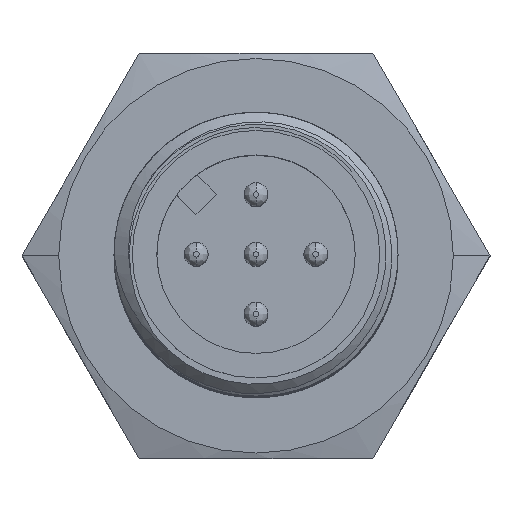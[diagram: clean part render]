
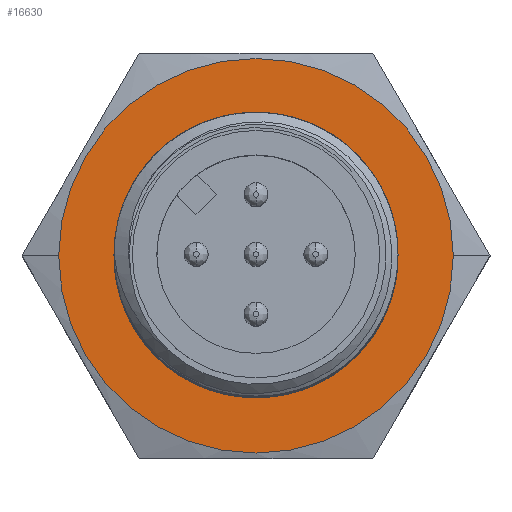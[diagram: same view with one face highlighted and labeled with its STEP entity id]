
A CAD part, top view. The second image highlights one B-rep face of the part: STEP entity #16630.
In plain terms, the highlighted planar face has unit normal (0, 0, 1).
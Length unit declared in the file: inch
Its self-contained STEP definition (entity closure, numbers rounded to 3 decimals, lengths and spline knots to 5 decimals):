
#1361=CARTESIAN_POINT('',(0.,0.,-0.15748));
#1362=DIRECTION('',(0.,0.,1.));
#1363=DIRECTION('',(0.309,-0.951,0.));
#1364=AXIS2_PLACEMENT_3D('',#1361,#1362,#1363);
#1418=CARTESIAN_POINT('',(-0.09464,0.18574,
-0.15748));
#1419=CARTESIAN_POINT('',(-0.08891,0.18897,
-0.15748));
#1420=CARTESIAN_POINT('',(-0.07717,0.19485,
-0.15748));
#1421=CARTESIAN_POINT('',(-0.05862,0.20206,
-0.15748));
#1422=CARTESIAN_POINT('',(-0.03943,0.20748,
-0.15748));
#1423=CARTESIAN_POINT('',(-0.01986,0.21106,
-0.15748));
#1424=CARTESIAN_POINT('',(0.00013,0.2128,
-0.15748));
#1425=CARTESIAN_POINT('',(0.02024,0.21264,
-0.15748));
#1426=CARTESIAN_POINT('',(0.0402,0.21059,
-0.15748));
#1427=CARTESIAN_POINT('',(0.06005,0.20665,
-0.15748));
#1428=CARTESIAN_POINT('',(0.07948,0.20084,
-0.15748));
#1429=CARTESIAN_POINT('',(0.09824,0.19326,
-0.15748));
#1430=CARTESIAN_POINT('',(0.11636,0.18387,
-0.15748));
#1431=CARTESIAN_POINT('',(0.13354,0.1728,
-0.15748));
#1432=CARTESIAN_POINT('',(0.14959,0.1602,
-0.15748));
#1433=CARTESIAN_POINT('',(0.16452,0.14603,
-0.15748));
#1434=CARTESIAN_POINT('',(0.17807,0.13051,
-0.15748));
#1435=CARTESIAN_POINT('',(0.1901,0.11382,
-0.15748));
#1436=CARTESIAN_POINT('',(0.20061,0.09593,
-0.15748));
#1437=CARTESIAN_POINT('',(0.20941,0.07712,
-0.15748));
#1438=CARTESIAN_POINT('',(0.21642,0.05759,
-0.15748));
#1439=CARTESIAN_POINT('',(0.22162,0.03734,
-0.15748));
#1440=CARTESIAN_POINT('',(0.22492,0.01666,
-0.15748));
#1441=CARTESIAN_POINT('',(0.22628,-0.0042,
-0.15748));
#1442=CARTESIAN_POINT('',(0.22571,-0.02528,
-0.15748));
#1443=CARTESIAN_POINT('',(0.22317,-0.04622,
-0.15748));
#1444=CARTESIAN_POINT('',(0.21871,-0.06682,
-0.15748));
#1445=CARTESIAN_POINT('',(0.21232,-0.08708,
-0.15748));
#1446=CARTESIAN_POINT('',(0.20406,-0.10668,
-0.15748));
#1447=CARTESIAN_POINT('',(0.19405,-0.12541,
-0.15748));
#1448=CARTESIAN_POINT('',(0.18227,-0.14328,
-0.15748));
#1449=CARTESIAN_POINT('',(0.16886,-0.15999,
-0.15748));
#1450=CARTESIAN_POINT('',(0.15399,-0.1754,
-0.15748));
#1451=CARTESIAN_POINT('',(0.14313,-0.18475,
-0.15748));
#1452=CARTESIAN_POINT('',(0.13746,-0.1892,
-0.15748));
#1458=CARTESIAN_POINT('',(0.,0.,-0.15748));
#1459=DIRECTION('',(0.,0.,-1.));
#1460=DIRECTION('',(1.,0.,0.));
#1461=AXIS2_PLACEMENT_3D('',#1458,#1459,#1460);
#1463=CARTESIAN_POINT('',(0.,0.,-0.15748));
#1464=DIRECTION('',(0.,0.,-1.));
#1465=DIRECTION('',(-1.,0.,0.));
#1466=AXIS2_PLACEMENT_3D('',#1463,#1464,#1465);
#10038=CARTESIAN_POINT('',(0.07227,-0.22241,
-0.15748));
#10039=CARTESIAN_POINT('',(0.06532,-0.22439,
-0.15748));
#10040=CARTESIAN_POINT('',(0.05134,-0.22769,
-0.15748));
#10041=CARTESIAN_POINT('',(0.02998,-0.23068,
-0.15748));
#10042=CARTESIAN_POINT('',(0.00866,-0.23167,
-0.15748));
#10043=CARTESIAN_POINT('',(-0.01268,-0.2307,
-0.15748));
#10044=CARTESIAN_POINT('',(-0.03382,-0.22776,
-0.15748));
#10045=CARTESIAN_POINT('',(-0.05444,-0.22292,
-0.15748));
#10046=CARTESIAN_POINT('',(-0.07454,-0.2162,
-0.15748));
#10047=CARTESIAN_POINT('',(-0.09393,-0.20764,
-0.15748));
#10048=CARTESIAN_POINT('',(-0.11228,-0.19741,
-0.15748));
#10049=CARTESIAN_POINT('',(-0.12963,-0.18552,
-0.15748));
#10050=CARTESIAN_POINT('',(-0.14579,-0.17207,
-0.15748));
#10051=CARTESIAN_POINT('',(-0.16051,-0.15731,
-0.15748));
#10052=CARTESIAN_POINT('',(-0.17381,-0.14122,
-0.15748));
#10053=CARTESIAN_POINT('',(-0.18554,-0.12398,
-0.15748));
#10054=CARTESIAN_POINT('',(-0.19554,-0.10587,
-0.15748));
#10055=CARTESIAN_POINT('',(-0.20382,-0.0869,
-0.15748));
#10056=CARTESIAN_POINT('',(-0.21028,-0.06725,
-0.15748));
#10057=CARTESIAN_POINT('',(-0.21485,-0.04725,
-0.15748));
#10058=CARTESIAN_POINT('',(-0.21753,-0.02688,
-0.15748));
#10059=CARTESIAN_POINT('',(-0.21829,-0.00637,
-0.15748));
#10060=CARTESIAN_POINT('',(-0.21715,0.01394,
-0.15748));
#10061=CARTESIAN_POINT('',(-0.2141,0.03408,
-0.15748));
#10062=CARTESIAN_POINT('',(-0.20918,0.05383,
-0.15748));
#10063=CARTESIAN_POINT('',(-0.20249,0.07286,
-0.15748));
#10064=CARTESIAN_POINT('',(-0.19403,0.09122,
-0.15748));
#10065=CARTESIAN_POINT('',(-0.18389,0.10866,
-0.15748));
#10066=CARTESIAN_POINT('',(-0.17226,0.12494,
-0.15748));
#10067=CARTESIAN_POINT('',(-0.15912,0.14008,
-0.15748));
#10068=CARTESIAN_POINT('',(-0.14464,0.15388,
-0.15748));
#10069=CARTESIAN_POINT('',(-0.12907,0.16615,
-0.15748));
#10070=CARTESIAN_POINT('',(-0.11234,0.17693,
-0.15748));
#10071=CARTESIAN_POINT('',(-0.10064,0.18299,
-0.15748));
#10072=CARTESIAN_POINT('',(-0.09464,0.18574,
-0.15748));
#15861=CARTESIAN_POINT('',(0.3248,0.,-0.15748));
#15862=CARTESIAN_POINT('',(-0.3248,0.,-0.15748));
#15863=VERTEX_POINT('',#15861);
#15864=VERTEX_POINT('',#15862);
#15869=CARTESIAN_POINT('',(0.07227,-0.22241,
-0.15748));
#15870=CARTESIAN_POINT('',(0.13746,-0.1892,
-0.15748));
#15871=VERTEX_POINT('',#15869);
#15872=VERTEX_POINT('',#15870);
#15877=VERTEX_POINT('',#1418);
#16613=CARTESIAN_POINT('',(0.,0.,-0.15748));
#16614=DIRECTION('',(0.,0.,-1.));
#16615=DIRECTION('',(1.,0.,0.));
#16616=AXIS2_PLACEMENT_3D('',#16613,#16614,#16615);
#16617=PLANE('',#16616);
#16619=ORIENTED_EDGE('',*,*,#16618,.T.);
#16621=ORIENTED_EDGE('',*,*,#16620,.T.);
#16622=EDGE_LOOP('',(#16619,#16621));
#16623=FACE_OUTER_BOUND('',#16622,.F.);
#16624=ORIENTED_EDGE('',*,*,#16315,.T.);
#16625=ORIENTED_EDGE('',*,*,#16593,.F.);
#16627=ORIENTED_EDGE('',*,*,#16626,.F.);
#16628=EDGE_LOOP('',(#16624,#16625,#16627));
#16629=FACE_BOUND('',#16628,.F.);
#16630=ADVANCED_FACE('',(#16623,#16629),#16617,.F.);
#1365=CIRCLE('',#1364,0.23386);
#1453=B_SPLINE_CURVE_WITH_KNOTS('',3,(#1418,#1419,#1420,#1421,#1422,#1423,#1424,
#1425,#1426,#1427,#1428,#1429,#1430,#1431,#1432,#1433,#1434,#1435,#1436,#1437,
#1438,#1439,#1440,#1441,#1442,#1443,#1444,#1445,#1446,#1447,#1448,#1449,#1450,
#1451,#1452),.UNSPECIFIED.,.F.,.F.,(4,1,1,1,1,1,1,1,1,1,1,1,1,1,1,1,1,1,1,1,1,1,
1,1,1,1,1,1,1,1,1,1,4),(0.,0.03125,0.0625,0.09375,0.125,0.15625,
0.1875,0.21875,0.25,0.28125,0.3125,0.34375,0.375,0.40625,
0.4375,0.46875,0.5,0.53125,0.5625,0.59375,0.625,0.65625,
0.6875,0.71875,0.75,0.78125,0.8125,0.84375,0.875,0.90625,
0.9375,0.96875,1.),.UNSPECIFIED.);
#1462=CIRCLE('',#1461,0.3248);
#1467=CIRCLE('',#1466,0.3248);
#10073=B_SPLINE_CURVE_WITH_KNOTS('',3,(#10038,#10039,#10040,#10041,#10042,
#10043,#10044,#10045,#10046,#10047,#10048,#10049,#10050,#10051,#10052,#10053,
#10054,#10055,#10056,#10057,#10058,#10059,#10060,#10061,#10062,#10063,#10064,
#10065,#10066,#10067,#10068,#10069,#10070,#10071,#10072),.UNSPECIFIED.,.F.,.F.,(
4,1,1,1,1,1,1,1,1,1,1,1,1,1,1,1,1,1,1,1,1,1,1,1,1,1,1,1,1,1,1,1,4),(0.,
0.03125,0.0625,0.09375,0.125,0.15625,0.1875,0.21875,0.25,0.28125,
0.3125,0.34375,0.375,0.40625,0.4375,0.46875,0.5,0.53125,
0.5625,0.59375,0.625,0.65625,0.6875,0.71875,0.75,0.78125,
0.8125,0.84375,0.875,0.90625,0.9375,0.96875,1.),.UNSPECIFIED.);
#16315=EDGE_CURVE('',#15871,#15872,#1365,.T.);
#16593=EDGE_CURVE('',#15877,#15872,#1453,.T.);
#16618=EDGE_CURVE('',#15863,#15864,#1462,.T.);
#16620=EDGE_CURVE('',#15864,#15863,#1467,.T.);
#16626=EDGE_CURVE('',#15871,#15877,#10073,.T.);
